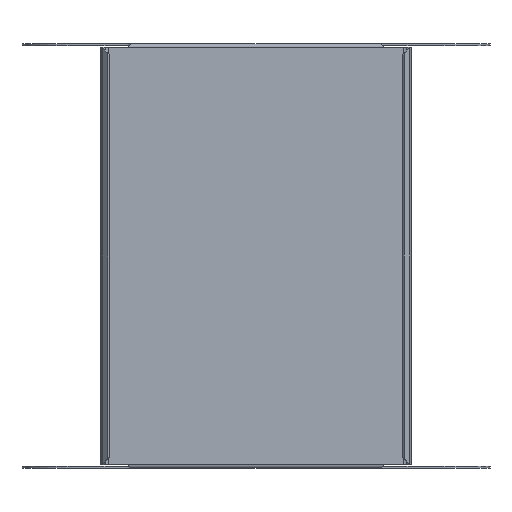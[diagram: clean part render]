
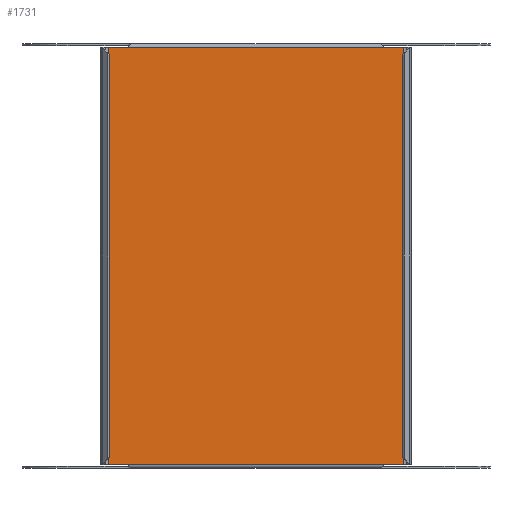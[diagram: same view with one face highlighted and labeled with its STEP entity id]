
A CAD part, front view. The second image highlights one B-rep face of the part: STEP entity #1731.
In plain terms, the highlighted planar face has unit normal (0, -1, 0).
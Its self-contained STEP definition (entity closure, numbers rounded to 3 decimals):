
#51=DIRECTION('',(1.,0.,0.));
#52=VECTOR('',#51,12.75);
#53=CARTESIAN_POINT('',(-104.5,-1.25,147.5));
#54=LINE('',#53,#52);
#137=DIRECTION('',(0.,0.,1.));
#138=VECTOR('',#137,295.);
#139=CARTESIAN_POINT('',(-104.5,-1.25,-147.5));
#140=LINE('',#139,#138);
#141=CARTESIAN_POINT('',(-91.75,-1.25,150.75));
#142=DIRECTION('',(0.,1.,0.));
#143=DIRECTION('',(0.385,0.,-0.923));
#144=AXIS2_PLACEMENT_3D('',#141,#142,#143);
#146=CARTESIAN_POINT('',(91.75,-1.25,150.75));
#147=DIRECTION('',(0.,1.,0.));
#148=DIRECTION('',(0.,0.,-1.));
#149=AXIS2_PLACEMENT_3D('',#146,#147,#148);
#151=DIRECTION('',(-1.,0.,0.));
#152=VECTOR('',#151,12.75);
#153=CARTESIAN_POINT('',(104.5,-1.25,147.5));
#154=LINE('',#153,#152);
#155=CARTESIAN_POINT('',(91.75,-1.25,-150.75));
#156=DIRECTION('',(0.,1.,0.));
#157=DIRECTION('',(-0.385,0.,0.923));
#158=AXIS2_PLACEMENT_3D('',#155,#156,#157);
#160=CARTESIAN_POINT('',(-91.75,-1.25,-150.75));
#161=DIRECTION('',(0.,1.,0.));
#162=DIRECTION('',(0.,0.,1.));
#163=AXIS2_PLACEMENT_3D('',#160,#161,#162);
#165=DIRECTION('',(1.,0.,0.));
#166=VECTOR('',#165,12.75);
#167=CARTESIAN_POINT('',(-104.5,-1.25,-147.5));
#168=LINE('',#167,#166);
#397=DIRECTION('',(1.,0.,0.));
#398=VECTOR('',#397,181.);
#399=CARTESIAN_POINT('',(-90.5,-1.25,147.75));
#400=LINE('',#399,#398);
#586=DIRECTION('',(-1.,0.,0.));
#587=VECTOR('',#586,12.75);
#588=CARTESIAN_POINT('',(104.5,-1.25,-147.5));
#589=LINE('',#588,#587);
#782=DIRECTION('',(-1.,0.,0.));
#783=VECTOR('',#782,181.);
#784=CARTESIAN_POINT('',(90.5,-1.25,-147.75));
#785=LINE('',#784,#783);
#1029=DIRECTION('',(0.,0.,-1.));
#1030=VECTOR('',#1029,295.);
#1031=CARTESIAN_POINT('',(104.5,-1.25,147.5));
#1032=LINE('',#1031,#1030);
#1237=CARTESIAN_POINT('',(-104.5,-1.25,-147.5));
#1239=VERTEX_POINT('',#1237);
#1289=CARTESIAN_POINT('',(-104.5,-1.25,147.5));
#1290=VERTEX_POINT('',#1289);
#1291=CARTESIAN_POINT('',(104.5,-1.25,147.5));
#1292=CARTESIAN_POINT('',(104.5,-1.25,-147.5));
#1293=VERTEX_POINT('',#1291);
#1294=VERTEX_POINT('',#1292);
#1311=CARTESIAN_POINT('',(91.75,-1.25,147.5));
#1312=VERTEX_POINT('',#1311);
#1357=CARTESIAN_POINT('',(90.5,-1.25,-147.75));
#1358=VERTEX_POINT('',#1357);
#1359=CARTESIAN_POINT('',(-90.5,-1.25,-147.75));
#1360=VERTEX_POINT('',#1359);
#1361=CARTESIAN_POINT('',(-91.75,-1.25,-147.5));
#1362=VERTEX_POINT('',#1361);
#1363=CARTESIAN_POINT('',(-91.75,-1.25,147.5));
#1364=VERTEX_POINT('',#1363);
#1365=CARTESIAN_POINT('',(-90.5,-1.25,147.75));
#1366=VERTEX_POINT('',#1365);
#1367=CARTESIAN_POINT('',(90.5,-1.25,147.75));
#1368=VERTEX_POINT('',#1367);
#1490=CARTESIAN_POINT('',(91.75,-1.25,-147.5));
#1491=VERTEX_POINT('',#1490);
#1703=CARTESIAN_POINT('',(-91.75,-1.25,-150.75));
#1704=DIRECTION('',(0.,-1.,0.));
#1705=DIRECTION('',(0.,0.,-1.));
#1706=AXIS2_PLACEMENT_3D('',#1703,#1704,#1705);
#1707=PLANE('',#1706);
#1708=ORIENTED_EDGE('',*,*,#1696,.T.);
#1709=ORIENTED_EDGE('',*,*,#1571,.T.);
#1711=ORIENTED_EDGE('',*,*,#1710,.F.);
#1713=ORIENTED_EDGE('',*,*,#1712,.T.);
#1715=ORIENTED_EDGE('',*,*,#1714,.F.);
#1717=ORIENTED_EDGE('',*,*,#1716,.F.);
#1719=ORIENTED_EDGE('',*,*,#1718,.T.);
#1721=ORIENTED_EDGE('',*,*,#1720,.T.);
#1723=ORIENTED_EDGE('',*,*,#1722,.F.);
#1725=ORIENTED_EDGE('',*,*,#1724,.T.);
#1727=ORIENTED_EDGE('',*,*,#1726,.F.);
#1728=ORIENTED_EDGE('',*,*,#1614,.F.);
#1729=EDGE_LOOP('',(#1708,#1709,#1711,#1713,#1715,#1717,#1719,#1721,#1723,#1725,
#1727,#1728));
#1730=FACE_OUTER_BOUND('',#1729,.F.);
#1731=ADVANCED_FACE('',(#1730),#1707,.T.);
#145=CIRCLE('',#144,3.25);
#150=CIRCLE('',#149,3.25);
#159=CIRCLE('',#158,3.25);
#164=CIRCLE('',#163,3.25);
#1571=EDGE_CURVE('',#1290,#1364,#54,.T.);
#1614=EDGE_CURVE('',#1239,#1362,#168,.T.);
#1696=EDGE_CURVE('',#1239,#1290,#140,.T.);
#1710=EDGE_CURVE('',#1366,#1364,#145,.T.);
#1712=EDGE_CURVE('',#1366,#1368,#400,.T.);
#1714=EDGE_CURVE('',#1312,#1368,#150,.T.);
#1716=EDGE_CURVE('',#1293,#1312,#154,.T.);
#1718=EDGE_CURVE('',#1293,#1294,#1032,.T.);
#1720=EDGE_CURVE('',#1294,#1491,#589,.T.);
#1722=EDGE_CURVE('',#1358,#1491,#159,.T.);
#1724=EDGE_CURVE('',#1358,#1360,#785,.T.);
#1726=EDGE_CURVE('',#1362,#1360,#164,.T.);
